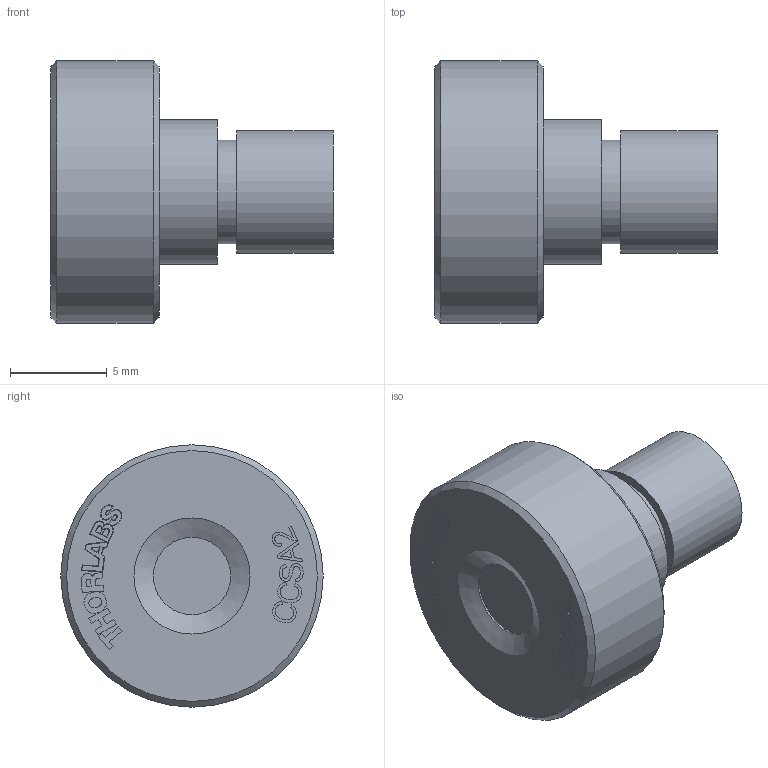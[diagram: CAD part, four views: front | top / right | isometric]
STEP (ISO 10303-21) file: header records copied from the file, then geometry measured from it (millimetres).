
FILE_DESCRIPTION (( 'STEP AP214' ), '1' );
FILE_NAME ('CCSA2-inkl Spektralon-12.11.2014.STEP', '2014-11-19T07:16:30', ( '' ), ( '' ), 'SwSTEP 2.0', 'SolidWorks 2014', '' );
FILE_SCHEMA (( 'AUTOMOTIVE_DESIGN' ));
Length unit declared in the file: millimetre
Products named in the file (1): CCSA2-inkl Spektralon-12.11.2014
Bounding box: 14.6 x 13.56 x 13.56 mm (x, y, z)
Volume: 995.3 mm3; surface area: 1143.2 mm2
Topology: 3 solids, 3 shells, 341 faces, 922 edges, 615 vertices
Faces by surface type: plane 198, bspline 126, cylinder 12, cone 5
Full cylindrical faces by diameter (mm): 3.18 x1, 3.5 x1, 4 x1, 4.7 x1, 5 x1, 5.3 x1, 5.35 x1, 5.46 x1, 6 x1, 6.35 x1, 7.5 x1, 13.56 x1
Entity records: 17383 total; most frequent: CARTESIAN_POINT 5888, ORIENTED_EDGE 1810, DIRECTION 1114, EDGE_CURVE 905, LINE 624, VECTOR 624, VERTEX_POINT 615, EDGE_LOOP 390
